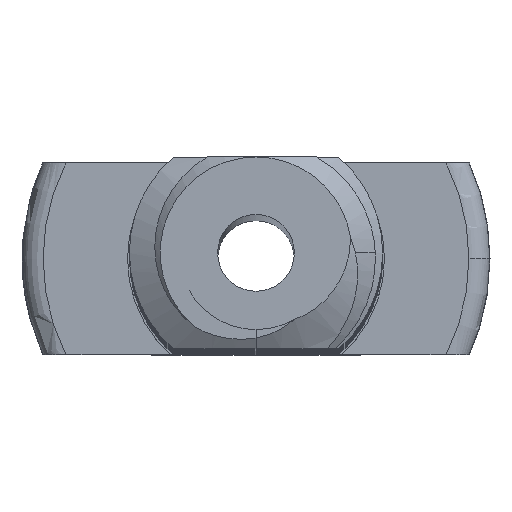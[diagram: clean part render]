
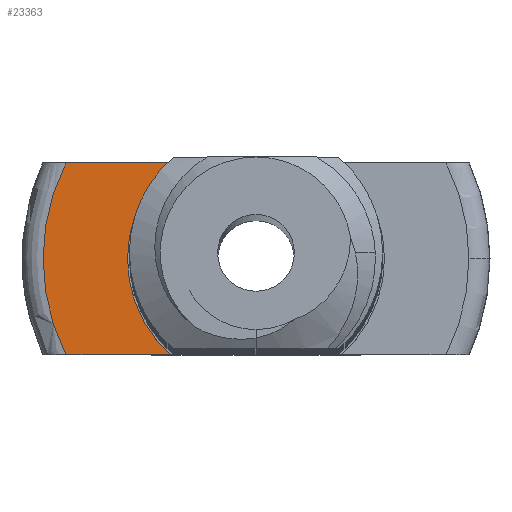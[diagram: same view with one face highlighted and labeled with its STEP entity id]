
A CAD part, top view. The second image highlights one B-rep face of the part: STEP entity #23363.
In plain terms, the highlighted planar face has unit normal (0, 0, 1).
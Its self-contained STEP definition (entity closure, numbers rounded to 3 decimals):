
#5176 = PLANE('',#5177);
#5177 = AXIS2_PLACEMENT_3D('',#5178,#5179,#5180);
#5178 = CARTESIAN_POINT('',(12.5,-2.5,100.774));
#5179 = DIRECTION('',(0.,1.,0.));
#5180 = DIRECTION('',(-1.,0.,0.));
#5965 = PLANE('',#5966);
#5966 = AXIS2_PLACEMENT_3D('',#5967,#5968,#5969);
#5967 = CARTESIAN_POINT('',(-12.5,2.5,100.774));
#5968 = DIRECTION('',(0.,-1.,0.));
#5969 = DIRECTION('',(1.,0.,0.));
#8389 = VERTEX_POINT('',#8390);
#8390 = CARTESIAN_POINT('',(-4.955,-2.5,0.));
#8442 = TOROIDAL_SURFACE('',#8443,5.55,0.55);
#8443 = AXIS2_PLACEMENT_3D('',#8444,#8445,#8446);
#8444 = CARTESIAN_POINT('',(0.,0.,-0.55)
  );
#8445 = DIRECTION('',(0.,0.,1.));
#8446 = DIRECTION('',(1.,0.,0.));
#8473 = EDGE_CURVE('',#8474,#8389,#8476,.T.);
#8474 = VERTEX_POINT('',#8475);
#8475 = CARTESIAN_POINT('',(-2.23,-2.5,0.));
#8476 = SURFACE_CURVE('',#8477,(#8481,#8488),.PCURVE_S1.);
#8477 = LINE('',#8478,#8479);
#8478 = CARTESIAN_POINT('',(6.25,-2.5,0.));
#8479 = VECTOR('',#8480,1.);
#8480 = DIRECTION('',(-1.,0.,0.));
#8481 = PCURVE('',#5176,#8482);
#8482 = DEFINITIONAL_REPRESENTATION('',(#8483),#8487);
#8483 = LINE('',#8484,#8485);
#8484 = CARTESIAN_POINT('',(6.25,-100.774));
#8485 = VECTOR('',#8486,1.);
#8486 = DIRECTION('',(1.,0.));
#8487 = ( GEOMETRIC_REPRESENTATION_CONTEXT(2) 
PARAMETRIC_REPRESENTATION_CONTEXT() REPRESENTATION_CONTEXT('2D SPACE',''
  ) );
#8488 = PCURVE('',#8489,#8494);
#8489 = PLANE('',#8490);
#8490 = AXIS2_PLACEMENT_3D('',#8491,#8492,#8493);
#8491 = CARTESIAN_POINT('',(0.,0.,
    0.));
#8492 = DIRECTION('',(0.,0.,-1.));
#8493 = DIRECTION('',(1.,0.,0.));
#8494 = DEFINITIONAL_REPRESENTATION('',(#8495),#8499);
#8495 = LINE('',#8496,#8497);
#8496 = CARTESIAN_POINT('',(6.25,2.5));
#8497 = VECTOR('',#8498,1.);
#8498 = DIRECTION('',(-1.,0.));
#8499 = ( GEOMETRIC_REPRESENTATION_CONTEXT(2) 
PARAMETRIC_REPRESENTATION_CONTEXT() REPRESENTATION_CONTEXT('2D SPACE',''
  ) );
#8515 = CYLINDRICAL_SURFACE('',#8516,3.35);
#8516 = AXIS2_PLACEMENT_3D('',#8517,#8518,#8519);
#8517 = CARTESIAN_POINT('',(0.,0.,1.8)
  );
#8518 = DIRECTION('',(0.,0.,-1.));
#8519 = DIRECTION('',(1.,0.,0.));
#21140 = VERTEX_POINT('',#21141);
#21141 = CARTESIAN_POINT('',(-2.23,2.5,0.));
#21162 = EDGE_CURVE('',#21163,#21140,#21165,.T.);
#21163 = VERTEX_POINT('',#21164);
#21164 = CARTESIAN_POINT('',(-4.955,2.5,0.));
#21165 = SURFACE_CURVE('',#21166,(#21170,#21177),.PCURVE_S1.);
#21166 = LINE('',#21167,#21168);
#21167 = CARTESIAN_POINT('',(-6.25,2.5,0.));
#21168 = VECTOR('',#21169,1.);
#21169 = DIRECTION('',(1.,0.,0.));
#21170 = PCURVE('',#5965,#21171);
#21171 = DEFINITIONAL_REPRESENTATION('',(#21172),#21176);
#21172 = LINE('',#21173,#21174);
#21173 = CARTESIAN_POINT('',(6.25,-100.774));
#21174 = VECTOR('',#21175,1.);
#21175 = DIRECTION('',(1.,0.));
#21176 = ( GEOMETRIC_REPRESENTATION_CONTEXT(2) 
PARAMETRIC_REPRESENTATION_CONTEXT() REPRESENTATION_CONTEXT('2D SPACE',''
  ) );
#21177 = PCURVE('',#8489,#21178);
#21178 = DEFINITIONAL_REPRESENTATION('',(#21179),#21183);
#21179 = LINE('',#21180,#21181);
#21180 = CARTESIAN_POINT('',(-6.25,-2.5));
#21181 = VECTOR('',#21182,1.);
#21182 = DIRECTION('',(1.,0.));
#21183 = ( GEOMETRIC_REPRESENTATION_CONTEXT(2) 
PARAMETRIC_REPRESENTATION_CONTEXT() REPRESENTATION_CONTEXT('2D SPACE',''
  ) );
#22895 = EDGE_CURVE('',#8474,#21140,#22896,.T.);
#22896 = SURFACE_CURVE('',#22897,(#22902,#22909),.PCURVE_S1.);
#22897 = CIRCLE('',#22898,3.35);
#22898 = AXIS2_PLACEMENT_3D('',#22899,#22900,#22901);
#22899 = CARTESIAN_POINT('',(0.,0.,
    0.));
#22900 = DIRECTION('',(0.,0.,-1.));
#22901 = DIRECTION('',(1.,0.,0.));
#22902 = PCURVE('',#8515,#22903);
#22903 = DEFINITIONAL_REPRESENTATION('',(#22904),#22908);
#22904 = LINE('',#22905,#22906);
#22905 = CARTESIAN_POINT('',(0.,1.8));
#22906 = VECTOR('',#22907,1.);
#22907 = DIRECTION('',(1.,0.));
#22908 = ( GEOMETRIC_REPRESENTATION_CONTEXT(2) 
PARAMETRIC_REPRESENTATION_CONTEXT() REPRESENTATION_CONTEXT('2D SPACE',''
  ) );
#22909 = PCURVE('',#8489,#22910);
#22910 = DEFINITIONAL_REPRESENTATION('',(#22911),#22915);
#22911 = CIRCLE('',#22912,3.35);
#22912 = AXIS2_PLACEMENT_2D('',#22913,#22914);
#22913 = CARTESIAN_POINT('',(0.,0.));
#22914 = DIRECTION('',(1.,0.));
#22915 = ( GEOMETRIC_REPRESENTATION_CONTEXT(2) 
PARAMETRIC_REPRESENTATION_CONTEXT() REPRESENTATION_CONTEXT('2D SPACE',''
  ) );
#23363 = ADVANCED_FACE('',(#23364),#8489,.F.);
#23364 = FACE_BOUND('',#23365,.T.);
#23365 = EDGE_LOOP('',(#23366,#23367,#23368,#23369));
#23366 = ORIENTED_EDGE('',*,*,#8473,.F.);
#23367 = ORIENTED_EDGE('',*,*,#22895,.T.);
#23368 = ORIENTED_EDGE('',*,*,#21162,.F.);
#23369 = ORIENTED_EDGE('',*,*,#23370,.F.);
#23370 = EDGE_CURVE('',#8389,#21163,#23371,.T.);
#23371 = SURFACE_CURVE('',#23372,(#23377,#23384),.PCURVE_S1.);
#23372 = CIRCLE('',#23373,5.55);
#23373 = AXIS2_PLACEMENT_3D('',#23374,#23375,#23376);
#23374 = CARTESIAN_POINT('',(0.,0.,
    0.));
#23375 = DIRECTION('',(0.,0.,-1.));
#23376 = DIRECTION('',(1.,0.,0.));
#23377 = PCURVE('',#8489,#23378);
#23378 = DEFINITIONAL_REPRESENTATION('',(#23379),#23383);
#23379 = CIRCLE('',#23380,5.55);
#23380 = AXIS2_PLACEMENT_2D('',#23381,#23382);
#23381 = CARTESIAN_POINT('',(0.,0.));
#23382 = DIRECTION('',(1.,0.));
#23383 = ( GEOMETRIC_REPRESENTATION_CONTEXT(2) 
PARAMETRIC_REPRESENTATION_CONTEXT() REPRESENTATION_CONTEXT('2D SPACE',''
  ) );
#23384 = PCURVE('',#8442,#23385);
#23385 = DEFINITIONAL_REPRESENTATION('',(#23386),#23390);
#23386 = LINE('',#23387,#23388);
#23387 = CARTESIAN_POINT('',(0.,7.854));
#23388 = VECTOR('',#23389,1.);
#23389 = DIRECTION('',(-1.,0.));
#23390 = ( GEOMETRIC_REPRESENTATION_CONTEXT(2) 
PARAMETRIC_REPRESENTATION_CONTEXT() REPRESENTATION_CONTEXT('2D SPACE',''
  ) );
